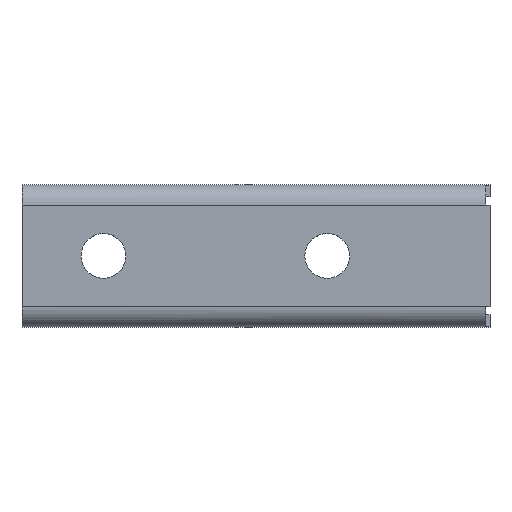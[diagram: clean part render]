
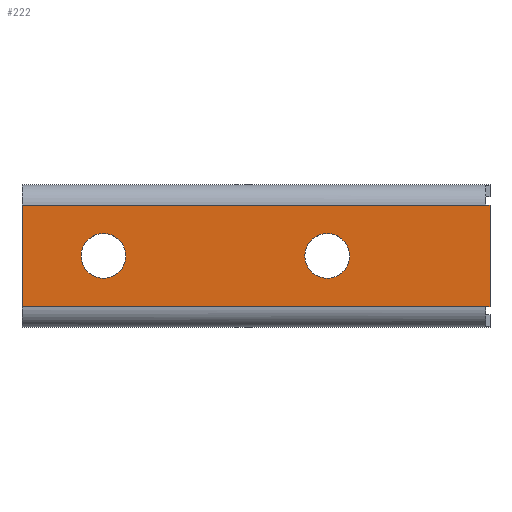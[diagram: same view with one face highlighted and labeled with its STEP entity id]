
A CAD part, top view. The second image highlights one B-rep face of the part: STEP entity #222.
In plain terms, the highlighted planar face has unit normal (0, 0, 1).
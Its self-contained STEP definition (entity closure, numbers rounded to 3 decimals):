
#32 = VERTEX_POINT('',#33);
#33 = CARTESIAN_POINT('',(0.,60.,35.));
#40 = EDGE_CURVE('',#41,#32,#43,.T.);
#41 = VERTEX_POINT('',#42);
#42 = CARTESIAN_POINT('',(0.,10.,35.));
#43 = LINE('',#44,#45);
#44 = CARTESIAN_POINT('',(0.,0.,35.));
#45 = VECTOR('',#46,1.);
#46 = DIRECTION('',(-0.,1.,0.));
#171 = EDGE_CURVE('',#32,#172,#174,.T.);
#172 = VERTEX_POINT('',#173);
#173 = CARTESIAN_POINT('',(228.,60.,35.));
#174 = LINE('',#175,#176);
#175 = CARTESIAN_POINT('',(0.,60.,35.));
#176 = VECTOR('',#177,1.);
#177 = DIRECTION('',(1.,0.,-0.));
#222 = ADVANCED_FACE('',(#223,#257,#268),#279,.T.);
#223 = FACE_BOUND('',#224,.T.);
#224 = EDGE_LOOP('',(#225,#226,#234,#242,#250,#256));
#225 = ORIENTED_EDGE('',*,*,#40,.F.);
#226 = ORIENTED_EDGE('',*,*,#227,.T.);
#227 = EDGE_CURVE('',#41,#228,#230,.T.);
#228 = VERTEX_POINT('',#229);
#229 = CARTESIAN_POINT('',(228.,10.,35.));
#230 = LINE('',#231,#232);
#231 = CARTESIAN_POINT('',(0.,10.,35.));
#232 = VECTOR('',#233,1.);
#233 = DIRECTION('',(1.,0.,-0.));
#234 = ORIENTED_EDGE('',*,*,#235,.T.);
#235 = EDGE_CURVE('',#228,#236,#238,.T.);
#236 = VERTEX_POINT('',#237);
#237 = CARTESIAN_POINT('',(230.,10.,35.));
#238 = LINE('',#239,#240);
#239 = CARTESIAN_POINT('',(228.,10.,35.));
#240 = VECTOR('',#241,1.);
#241 = DIRECTION('',(1.,0.,-0.));
#242 = ORIENTED_EDGE('',*,*,#243,.T.);
#243 = EDGE_CURVE('',#236,#244,#246,.T.);
#244 = VERTEX_POINT('',#245);
#245 = CARTESIAN_POINT('',(230.,60.,35.));
#246 = LINE('',#247,#248);
#247 = CARTESIAN_POINT('',(230.,0.,35.));
#248 = VECTOR('',#249,1.);
#249 = DIRECTION('',(-0.,1.,0.));
#250 = ORIENTED_EDGE('',*,*,#251,.F.);
#251 = EDGE_CURVE('',#172,#244,#252,.T.);
#252 = LINE('',#253,#254);
#253 = CARTESIAN_POINT('',(228.,60.,35.));
#254 = VECTOR('',#255,1.);
#255 = DIRECTION('',(1.,0.,-0.));
#256 = ORIENTED_EDGE('',*,*,#171,.F.);
#257 = FACE_BOUND('',#258,.T.);
#258 = EDGE_LOOP('',(#259));
#259 = ORIENTED_EDGE('',*,*,#260,.F.);
#260 = EDGE_CURVE('',#261,#261,#263,.T.);
#261 = VERTEX_POINT('',#262);
#262 = CARTESIAN_POINT('',(51.,35.,35.));
#263 = CIRCLE('',#264,11.);
#264 = AXIS2_PLACEMENT_3D('',#265,#266,#267);
#265 = CARTESIAN_POINT('',(40.,35.,35.));
#266 = DIRECTION('',(0.,0.,1.));
#267 = DIRECTION('',(1.,0.,-0.));
#268 = FACE_BOUND('',#269,.T.);
#269 = EDGE_LOOP('',(#270));
#270 = ORIENTED_EDGE('',*,*,#271,.F.);
#271 = EDGE_CURVE('',#272,#272,#274,.T.);
#272 = VERTEX_POINT('',#273);
#273 = CARTESIAN_POINT('',(161.,35.,35.));
#274 = CIRCLE('',#275,11.);
#275 = AXIS2_PLACEMENT_3D('',#276,#277,#278);
#276 = CARTESIAN_POINT('',(150.,35.,35.));
#277 = DIRECTION('',(0.,0.,1.));
#278 = DIRECTION('',(1.,0.,-0.));
#279 = PLANE('',#280);
#280 = AXIS2_PLACEMENT_3D('',#281,#282,#283);
#281 = CARTESIAN_POINT('',(0.,0.,35.));
#282 = DIRECTION('',(0.,0.,1.));
#283 = DIRECTION('',(1.,0.,-0.));
